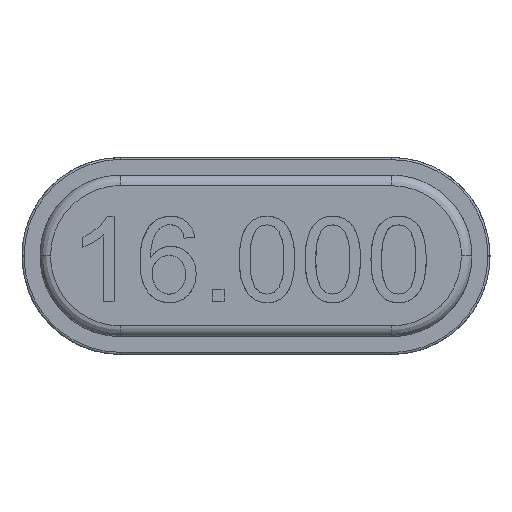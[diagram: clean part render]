
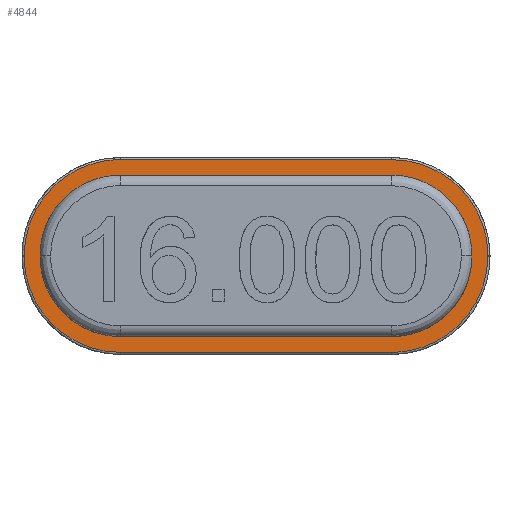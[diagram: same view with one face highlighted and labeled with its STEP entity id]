
A CAD part, top view. The second image highlights one B-rep face of the part: STEP entity #4844.
In plain terms, the highlighted free-form (B-spline) face has degree [1, 1] with [2, 2] control points.
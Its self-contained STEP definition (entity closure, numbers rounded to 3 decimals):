
#4481 = VERTEX_POINT('',#4482);
#4482 = CARTESIAN_POINT('',(-4.851,-0.004,
    0.443));
#4499 = VERTEX_POINT('',#4500);
#4500 = CARTESIAN_POINT('',(-2.84,-2.016,
    0.443));
#4506 = EDGE_CURVE('',#4499,#4481,#4507,.T.);
#4507 = ( BOUNDED_CURVE() B_SPLINE_CURVE(2,(#4508,#4509,#4510),
.UNSPECIFIED.,.F.,.F.) B_SPLINE_CURVE_WITH_KNOTS((3,3),(5.498,
7.069),.PIECEWISE_BEZIER_KNOTS.) CURVE() 
GEOMETRIC_REPRESENTATION_ITEM() RATIONAL_B_SPLINE_CURVE((1.,
0.707,1.)) REPRESENTATION_ITEM('') );
#4508 = CARTESIAN_POINT('',(-2.84,-2.016,
    0.443));
#4509 = CARTESIAN_POINT('',(-4.851,-2.016,
    0.443));
#4510 = CARTESIAN_POINT('',(-4.851,-0.004,
    0.443));
#4528 = VERTEX_POINT('',#4529);
#4529 = CARTESIAN_POINT('',(2.84,-2.016,
    0.443));
#4535 = EDGE_CURVE('',#4528,#4499,#4536,.T.);
#4536 = B_SPLINE_CURVE_WITH_KNOTS('',1,(#4537,#4538),.UNSPECIFIED.,.F.,
  .F.,(2,2),(-4.808,1.603),.PIECEWISE_BEZIER_KNOTS.);
#4537 = CARTESIAN_POINT('',(2.84,-2.016,
    0.443));
#4538 = CARTESIAN_POINT('',(-2.84,-2.016,
    0.443));
#4559 = VERTEX_POINT('',#4560);
#4560 = CARTESIAN_POINT('',(4.851,-0.004,
    0.443));
#4566 = EDGE_CURVE('',#4559,#4528,#4567,.T.);
#4567 = ( BOUNDED_CURVE() B_SPLINE_CURVE(2,(#4568,#4569,#4570),
.UNSPECIFIED.,.F.,.F.) B_SPLINE_CURVE_WITH_KNOTS((3,3),(5.498,
7.069),.PIECEWISE_BEZIER_KNOTS.) CURVE() 
GEOMETRIC_REPRESENTATION_ITEM() RATIONAL_B_SPLINE_CURVE((1.,
0.707,1.)) REPRESENTATION_ITEM('') );
#4568 = CARTESIAN_POINT('',(4.851,-0.004,
    0.443));
#4569 = CARTESIAN_POINT('',(4.851,-2.016,0.443
    ));
#4570 = CARTESIAN_POINT('',(2.84,-2.016,
    0.443));
#4595 = VERTEX_POINT('',#4596);
#4596 = CARTESIAN_POINT('',(4.851,0.004,
    0.443));
#4602 = EDGE_CURVE('',#4595,#4559,#4603,.T.);
#4603 = B_SPLINE_CURVE_WITH_KNOTS('',1,(#4604,#4605),.UNSPECIFIED.,.F.,
  .F.,(2,2),(-0.008,0.003),.PIECEWISE_BEZIER_KNOTS.);
#4604 = CARTESIAN_POINT('',(4.851,0.004,
    0.443));
#4605 = CARTESIAN_POINT('',(4.851,-0.004,
    0.443));
#4626 = VERTEX_POINT('',#4627);
#4627 = CARTESIAN_POINT('',(2.84,2.016,0.443
    ));
#4633 = EDGE_CURVE('',#4626,#4595,#4634,.T.);
#4634 = ( BOUNDED_CURVE() B_SPLINE_CURVE(2,(#4635,#4636,#4637),
.UNSPECIFIED.,.F.,.F.) B_SPLINE_CURVE_WITH_KNOTS((3,3),(5.498,
7.069),.PIECEWISE_BEZIER_KNOTS.) CURVE() 
GEOMETRIC_REPRESENTATION_ITEM() RATIONAL_B_SPLINE_CURVE((1.,
0.707,1.)) REPRESENTATION_ITEM('') );
#4635 = CARTESIAN_POINT('',(2.84,2.016,0.443
    ));
#4636 = CARTESIAN_POINT('',(4.851,2.016,0.443)
  );
#4637 = CARTESIAN_POINT('',(4.851,0.004,
    0.443));
#4662 = VERTEX_POINT('',#4663);
#4663 = CARTESIAN_POINT('',(-2.84,2.016,
    0.443));
#4669 = EDGE_CURVE('',#4662,#4626,#4670,.T.);
#4670 = B_SPLINE_CURVE_WITH_KNOTS('',1,(#4671,#4672),.UNSPECIFIED.,.F.,
  .F.,(2,2),(-4.808,1.603),.PIECEWISE_BEZIER_KNOTS.);
#4671 = CARTESIAN_POINT('',(-2.84,2.016,
    0.443));
#4672 = CARTESIAN_POINT('',(2.84,2.016,0.443
    ));
#4693 = VERTEX_POINT('',#4694);
#4694 = CARTESIAN_POINT('',(-4.851,0.004,
    0.443));
#4700 = EDGE_CURVE('',#4693,#4662,#4701,.T.);
#4701 = ( BOUNDED_CURVE() B_SPLINE_CURVE(2,(#4702,#4703,#4704),
.UNSPECIFIED.,.F.,.F.) B_SPLINE_CURVE_WITH_KNOTS((3,3),(5.498,
7.069),.PIECEWISE_BEZIER_KNOTS.) CURVE() 
GEOMETRIC_REPRESENTATION_ITEM() RATIONAL_B_SPLINE_CURVE((1.,
0.707,1.)) REPRESENTATION_ITEM('') );
#4702 = CARTESIAN_POINT('',(-4.851,0.004,
    0.443));
#4703 = CARTESIAN_POINT('',(-4.851,2.016,0.443
    ));
#4704 = CARTESIAN_POINT('',(-2.84,2.016,
    0.443));
#4727 = EDGE_CURVE('',#4481,#4693,#4728,.T.);
#4728 = B_SPLINE_CURVE_WITH_KNOTS('',1,(#4729,#4730),.UNSPECIFIED.,.F.,
  .F.,(2,2),(-0.008,0.003),.PIECEWISE_BEZIER_KNOTS.);
#4729 = CARTESIAN_POINT('',(-4.851,-0.004,
    0.443));
#4730 = CARTESIAN_POINT('',(-4.851,0.004,
    0.443));
#4844 = ADVANCED_FACE('',(#4845,#4855),#4917,.T.);
#4845 = FACE_BOUND('',#4846,.T.);
#4846 = EDGE_LOOP('',(#4847,#4848,#4849,#4850,#4851,#4852,#4853,#4854));
#4847 = ORIENTED_EDGE('',*,*,#4506,.F.);
#4848 = ORIENTED_EDGE('',*,*,#4535,.F.);
#4849 = ORIENTED_EDGE('',*,*,#4566,.F.);
#4850 = ORIENTED_EDGE('',*,*,#4602,.F.);
#4851 = ORIENTED_EDGE('',*,*,#4633,.F.);
#4852 = ORIENTED_EDGE('',*,*,#4669,.F.);
#4853 = ORIENTED_EDGE('',*,*,#4700,.F.);
#4854 = ORIENTED_EDGE('',*,*,#4727,.F.);
#4855 = FACE_BOUND('',#4856,.T.);
#4856 = EDGE_LOOP('',(#4857,#4866,#4874,#4881,#4889,#4896,#4904,#4911));
#4857 = ORIENTED_EDGE('',*,*,#4858,.T.);
#4858 = EDGE_CURVE('',#4859,#4861,#4863,.T.);
#4859 = VERTEX_POINT('',#4860);
#4860 = CARTESIAN_POINT('',(4.518,0.004,
    0.443));
#4861 = VERTEX_POINT('',#4862);
#4862 = CARTESIAN_POINT('',(4.518,-0.004,
    0.443));
#4863 = B_SPLINE_CURVE_WITH_KNOTS('',1,(#4864,#4865),.UNSPECIFIED.,.F.,
  .F.,(2,2),(-0.008,0.003),.PIECEWISE_BEZIER_KNOTS.);
#4864 = CARTESIAN_POINT('',(4.518,0.004,
    0.443));
#4865 = CARTESIAN_POINT('',(4.518,-0.004,
    0.443));
#4866 = ORIENTED_EDGE('',*,*,#4867,.T.);
#4867 = EDGE_CURVE('',#4861,#4868,#4870,.T.);
#4868 = VERTEX_POINT('',#4869);
#4869 = CARTESIAN_POINT('',(2.835,-1.688,
    0.443));
#4870 = ( BOUNDED_CURVE() B_SPLINE_CURVE(2,(#4871,#4872,#4873),
.UNSPECIFIED.,.F.,.F.) B_SPLINE_CURVE_WITH_KNOTS((3,3),(4.712,
6.283),.PIECEWISE_BEZIER_KNOTS.) CURVE() 
GEOMETRIC_REPRESENTATION_ITEM() RATIONAL_B_SPLINE_CURVE((1.,
0.707,1.)) REPRESENTATION_ITEM('') );
#4871 = CARTESIAN_POINT('',(4.518,-0.004,
    0.443));
#4872 = CARTESIAN_POINT('',(4.518,-1.688,
    0.443));
#4873 = CARTESIAN_POINT('',(2.835,-1.688,
    0.443));
#4874 = ORIENTED_EDGE('',*,*,#4875,.T.);
#4875 = EDGE_CURVE('',#4868,#4876,#4878,.T.);
#4876 = VERTEX_POINT('',#4877);
#4877 = CARTESIAN_POINT('',(-2.835,-1.688,
    0.443));
#4878 = B_SPLINE_CURVE_WITH_KNOTS('',1,(#4879,#4880),.UNSPECIFIED.,.F.,
  .F.,(2,2),(-4.8,1.6),.PIECEWISE_BEZIER_KNOTS.);
#4879 = CARTESIAN_POINT('',(2.835,-1.688,
    0.443));
#4880 = CARTESIAN_POINT('',(-2.835,-1.688,
    0.443));
#4881 = ORIENTED_EDGE('',*,*,#4882,.T.);
#4882 = EDGE_CURVE('',#4876,#4883,#4885,.T.);
#4883 = VERTEX_POINT('',#4884);
#4884 = CARTESIAN_POINT('',(-4.518,-0.004,
    0.443));
#4885 = ( BOUNDED_CURVE() B_SPLINE_CURVE(2,(#4886,#4887,#4888),
.UNSPECIFIED.,.F.,.F.) B_SPLINE_CURVE_WITH_KNOTS((3,3),(4.712,
6.283),.PIECEWISE_BEZIER_KNOTS.) CURVE() 
GEOMETRIC_REPRESENTATION_ITEM() RATIONAL_B_SPLINE_CURVE((1.,
0.707,1.)) REPRESENTATION_ITEM('') );
#4886 = CARTESIAN_POINT('',(-2.835,-1.688,
    0.443));
#4887 = CARTESIAN_POINT('',(-4.518,-1.688,
    0.443));
#4888 = CARTESIAN_POINT('',(-4.518,-0.004,
    0.443));
#4889 = ORIENTED_EDGE('',*,*,#4890,.T.);
#4890 = EDGE_CURVE('',#4883,#4891,#4893,.T.);
#4891 = VERTEX_POINT('',#4892);
#4892 = CARTESIAN_POINT('',(-4.518,0.004,
    0.443));
#4893 = B_SPLINE_CURVE_WITH_KNOTS('',1,(#4894,#4895),.UNSPECIFIED.,.F.,
  .F.,(2,2),(-0.008,0.003),.PIECEWISE_BEZIER_KNOTS.);
#4894 = CARTESIAN_POINT('',(-4.518,-0.004,
    0.443));
#4895 = CARTESIAN_POINT('',(-4.518,0.004,
    0.443));
#4896 = ORIENTED_EDGE('',*,*,#4897,.T.);
#4897 = EDGE_CURVE('',#4891,#4898,#4900,.T.);
#4898 = VERTEX_POINT('',#4899);
#4899 = CARTESIAN_POINT('',(-2.835,1.688,
    0.443));
#4900 = ( BOUNDED_CURVE() B_SPLINE_CURVE(2,(#4901,#4902,#4903),
.UNSPECIFIED.,.F.,.F.) B_SPLINE_CURVE_WITH_KNOTS((3,3),(4.712,
6.283),.PIECEWISE_BEZIER_KNOTS.) CURVE() 
GEOMETRIC_REPRESENTATION_ITEM() RATIONAL_B_SPLINE_CURVE((1.,
0.707,1.)) REPRESENTATION_ITEM('') );
#4901 = CARTESIAN_POINT('',(-4.518,0.004,
    0.443));
#4902 = CARTESIAN_POINT('',(-4.518,1.688,
    0.443));
#4903 = CARTESIAN_POINT('',(-2.835,1.688,
    0.443));
#4904 = ORIENTED_EDGE('',*,*,#4905,.T.);
#4905 = EDGE_CURVE('',#4898,#4906,#4908,.T.);
#4906 = VERTEX_POINT('',#4907);
#4907 = CARTESIAN_POINT('',(2.835,1.688,0.443
    ));
#4908 = B_SPLINE_CURVE_WITH_KNOTS('',1,(#4909,#4910),.UNSPECIFIED.,.F.,
  .F.,(2,2),(-4.8,1.6),.PIECEWISE_BEZIER_KNOTS.);
#4909 = CARTESIAN_POINT('',(-2.835,1.688,
    0.443));
#4910 = CARTESIAN_POINT('',(2.835,1.688,0.443
    ));
#4911 = ORIENTED_EDGE('',*,*,#4912,.T.);
#4912 = EDGE_CURVE('',#4906,#4859,#4913,.T.);
#4913 = ( BOUNDED_CURVE() B_SPLINE_CURVE(2,(#4914,#4915,#4916),
.UNSPECIFIED.,.F.,.F.) B_SPLINE_CURVE_WITH_KNOTS((3,3),(4.712,
6.283),.PIECEWISE_BEZIER_KNOTS.) CURVE() 
GEOMETRIC_REPRESENTATION_ITEM() RATIONAL_B_SPLINE_CURVE((1.,
0.707,1.)) REPRESENTATION_ITEM('') );
#4914 = CARTESIAN_POINT('',(2.835,1.688,0.443
    ));
#4915 = CARTESIAN_POINT('',(4.518,1.688,0.443
    ));
#4916 = CARTESIAN_POINT('',(4.518,0.004,
    0.443));
#4917 = B_SPLINE_SURFACE_WITH_KNOTS('',1,1,(
    (#4918,#4919)
    ,(#4920,#4921
  )),.UNSPECIFIED.,.F.,.F.,.F.,(2,2),(2,2),(-5.475,5.475),(-2.275,2.275)
  ,.PIECEWISE_BEZIER_KNOTS.);
#4918 = CARTESIAN_POINT('',(-4.851,-2.016,
    0.443));
#4919 = CARTESIAN_POINT('',(-4.851,2.016,0.443
    ));
#4920 = CARTESIAN_POINT('',(4.851,-2.016,0.443
    ));
#4921 = CARTESIAN_POINT('',(4.851,2.016,0.443)
  );
